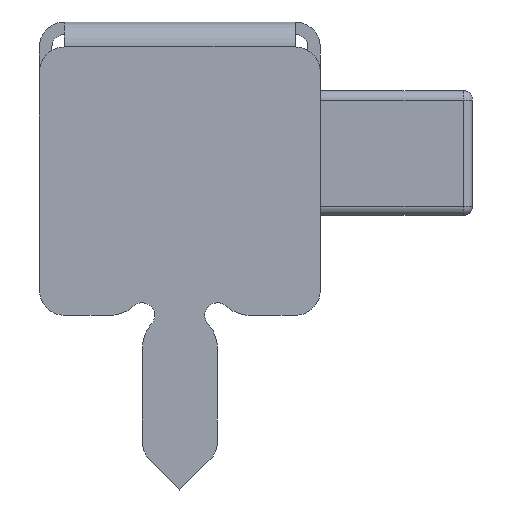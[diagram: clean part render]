
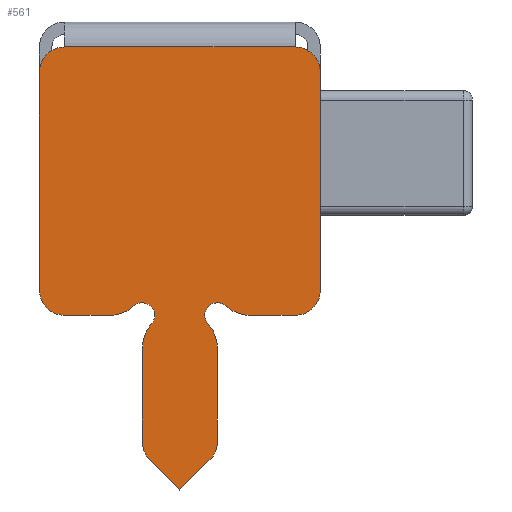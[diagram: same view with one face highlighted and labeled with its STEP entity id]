
A CAD part, left-side view. The second image highlights one B-rep face of the part: STEP entity #561.
In plain terms, the highlighted planar face has unit normal (-1, 0, 0).
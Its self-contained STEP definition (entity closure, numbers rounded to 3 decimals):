
#217=CARTESIAN_POINT('',(-0.,1.68,-6.687));
#218=VERTEX_POINT('',#217);
#225=CARTESIAN_POINT('',(-0.,1.767,-6.817));
#226=VERTEX_POINT('',#225);
#227=CARTESIAN_POINT('',(-0.,2.05,-6.534));
#228=DIRECTION('',(1.,0.,0.));
#229=DIRECTION('',(0.,0.,-1.));
#230=AXIS2_PLACEMENT_3D('',#227,#228,#229);
#231=CIRCLE('',#230,0.4);
#232=EDGE_CURVE('',#218,#226,#231,.T.);
#258=CARTESIAN_POINT('',(-0.,2.25,-7.3));
#259=VERTEX_POINT('',#258);
#260=CARTESIAN_POINT('',(-0.,2.25,-7.3));
#261=DIRECTION('',(0.,-0.707,0.707));
#262=VECTOR('',#261,0.683);
#263=LINE('',#260,#262);
#264=EDGE_CURVE('',#259,#226,#263,.T.);
#283=CARTESIAN_POINT('',(-0.,2.25,-2.124));
#284=DIRECTION('',(-1.,0.,0.));
#285=DIRECTION('',(0.,0.,1.));
#286=AXIS2_PLACEMENT_3D('',#283,#284,#285);
#287=PLANE('',#286);
#288=ORIENTED_EDGE('',*,*,#232,.F.);
#289=CARTESIAN_POINT('',(-0.,1.65,-6.534));
#290=VERTEX_POINT('',#289);
#291=CARTESIAN_POINT('',(-0.,2.05,-6.534));
#292=DIRECTION('',(1.,0.,0.));
#293=DIRECTION('',(0.,0.,-1.));
#294=AXIS2_PLACEMENT_3D('',#291,#292,#293);
#295=CIRCLE('',#294,0.4);
#296=EDGE_CURVE('',#290,#218,#295,.T.);
#297=ORIENTED_EDGE('',*,*,#296,.F.);
#298=CARTESIAN_POINT('',(-0.,1.65,-5.029));
#299=VERTEX_POINT('',#298);
#300=CARTESIAN_POINT('',(-0.,1.65,-5.029));
#301=DIRECTION('',(-0.,0.,-1.));
#302=VECTOR('',#301,1.505);
#303=LINE('',#300,#302);
#304=EDGE_CURVE('',#299,#290,#303,.T.);
#305=ORIENTED_EDGE('',*,*,#304,.F.);
#306=CARTESIAN_POINT('',(-0.,1.689,-4.817));
#307=VERTEX_POINT('',#306);
#308=CARTESIAN_POINT('',(0.,2.25,-5.029));
#309=DIRECTION('',(1.,-0.,0.));
#310=DIRECTION('',(-0.,0.,1.));
#311=AXIS2_PLACEMENT_3D('',#308,#309,#310);
#312=CIRCLE('',#311,0.6);
#313=EDGE_CURVE('',#307,#299,#312,.T.);
#314=ORIENTED_EDGE('',*,*,#313,.F.);
#315=CARTESIAN_POINT('',(0.,1.8,-4.632));
#316=VERTEX_POINT('',#315);
#317=CARTESIAN_POINT('',(0.,2.25,-5.029));
#318=DIRECTION('',(1.,-0.,0.));
#319=DIRECTION('',(-0.,0.,1.));
#320=AXIS2_PLACEMENT_3D('',#317,#318,#319);
#321=CIRCLE('',#320,0.6);
#322=EDGE_CURVE('',#316,#307,#321,.T.);
#323=ORIENTED_EDGE('',*,*,#322,.F.);
#324=CARTESIAN_POINT('',(-0.,1.85,-4.5));
#325=VERTEX_POINT('',#324);
#326=CARTESIAN_POINT('',(0.,1.65,-4.5));
#327=DIRECTION('',(1.,-0.,0.));
#328=DIRECTION('',(-0.,0.,1.));
#329=AXIS2_PLACEMENT_3D('',#326,#327,#328);
#330=CIRCLE('',#329,0.2);
#331=EDGE_CURVE('',#316,#325,#330,.T.);
#332=ORIENTED_EDGE('',*,*,#331,.T.);
#333=CARTESIAN_POINT('',(0.,1.518,-4.35));
#334=VERTEX_POINT('',#333);
#335=CARTESIAN_POINT('',(0.,1.65,-4.5));
#336=DIRECTION('',(1.,-0.,0.));
#337=DIRECTION('',(-0.,0.,1.));
#338=AXIS2_PLACEMENT_3D('',#335,#336,#337);
#339=CIRCLE('',#338,0.2);
#340=EDGE_CURVE('',#325,#334,#339,.T.);
#341=ORIENTED_EDGE('',*,*,#340,.T.);
#342=CARTESIAN_POINT('',(0.,1.333,-4.461));
#343=VERTEX_POINT('',#342);
#344=CARTESIAN_POINT('',(0.,1.121,-3.9));
#345=DIRECTION('',(1.,0.,0.));
#346=DIRECTION('',(0.,0.,-1.));
#347=AXIS2_PLACEMENT_3D('',#344,#345,#346);
#348=CIRCLE('',#347,0.6);
#349=EDGE_CURVE('',#343,#334,#348,.T.);
#350=ORIENTED_EDGE('',*,*,#349,.F.);
#351=CARTESIAN_POINT('',(-0.,1.121,-4.5));
#352=VERTEX_POINT('',#351);
#353=CARTESIAN_POINT('',(0.,1.121,-3.9));
#354=DIRECTION('',(1.,0.,0.));
#355=DIRECTION('',(0.,0.,-1.));
#356=AXIS2_PLACEMENT_3D('',#353,#354,#355);
#357=CIRCLE('',#356,0.6);
#358=EDGE_CURVE('',#352,#343,#357,.T.);
#359=ORIENTED_EDGE('',*,*,#358,.F.);
#360=CARTESIAN_POINT('',(-0.,0.4,-4.5));
#361=VERTEX_POINT('',#360);
#362=CARTESIAN_POINT('',(-0.,1.121,-4.5));
#363=DIRECTION('',(-0.,-1.,-0.));
#364=VECTOR('',#363,0.721);
#365=LINE('',#362,#364);
#366=EDGE_CURVE('',#352,#361,#365,.T.);
#367=ORIENTED_EDGE('',*,*,#366,.T.);
#368=CARTESIAN_POINT('',(-0.,0.117,-4.383));
#369=VERTEX_POINT('',#368);
#370=CARTESIAN_POINT('',(-0.,0.4,-4.1));
#371=DIRECTION('',(1.,-0.,-0.));
#372=DIRECTION('',(0.,0.,1.));
#373=AXIS2_PLACEMENT_3D('',#370,#371,#372);
#374=CIRCLE('',#373,0.4);
#375=EDGE_CURVE('',#369,#361,#374,.T.);
#376=ORIENTED_EDGE('',*,*,#375,.F.);
#377=CARTESIAN_POINT('',(-0.,0.,-4.1));
#378=VERTEX_POINT('',#377);
#379=CARTESIAN_POINT('',(-0.,0.4,-4.1));
#380=DIRECTION('',(1.,-0.,-0.));
#381=DIRECTION('',(0.,0.,1.));
#382=AXIS2_PLACEMENT_3D('',#379,#380,#381);
#383=CIRCLE('',#382,0.4);
#384=EDGE_CURVE('',#378,#369,#383,.T.);
#385=ORIENTED_EDGE('',*,*,#384,.F.);
#386=CARTESIAN_POINT('',(0.,0.,-0.6));
#387=VERTEX_POINT('',#386);
#388=CARTESIAN_POINT('',(-0.,0.,-4.1));
#389=DIRECTION('',(0.,0.,1.));
#390=VECTOR('',#389,3.5);
#391=LINE('',#388,#390);
#392=EDGE_CURVE('',#378,#387,#391,.T.);
#393=ORIENTED_EDGE('',*,*,#392,.T.);
#394=CARTESIAN_POINT('',(0.,0.117,-0.317));
#395=VERTEX_POINT('',#394);
#396=CARTESIAN_POINT('',(0.,0.4,-0.6));
#397=DIRECTION('',(1.,-0.,-0.));
#398=DIRECTION('',(0.,0.,1.));
#399=AXIS2_PLACEMENT_3D('',#396,#397,#398);
#400=CIRCLE('',#399,0.4);
#401=EDGE_CURVE('',#395,#387,#400,.T.);
#402=ORIENTED_EDGE('',*,*,#401,.F.);
#403=CARTESIAN_POINT('',(0.,0.4,-0.2));
#404=VERTEX_POINT('',#403);
#405=CARTESIAN_POINT('',(0.,0.4,-0.6));
#406=DIRECTION('',(1.,-0.,-0.));
#407=DIRECTION('',(0.,0.,1.));
#408=AXIS2_PLACEMENT_3D('',#405,#406,#407);
#409=CIRCLE('',#408,0.4);
#410=EDGE_CURVE('',#404,#395,#409,.T.);
#411=ORIENTED_EDGE('',*,*,#410,.F.);
#412=CARTESIAN_POINT('',(0.,4.1,-0.2));
#413=VERTEX_POINT('',#412);
#414=CARTESIAN_POINT('',(0.,0.4,-0.2));
#415=DIRECTION('',(0.,1.,0.));
#416=VECTOR('',#415,3.7);
#417=LINE('',#414,#416);
#418=EDGE_CURVE('',#404,#413,#417,.T.);
#419=ORIENTED_EDGE('',*,*,#418,.T.);
#420=CARTESIAN_POINT('',(0.,4.383,-0.317));
#421=VERTEX_POINT('',#420);
#422=CARTESIAN_POINT('',(0.,4.1,-0.6));
#423=DIRECTION('',(1.,0.,-0.));
#424=DIRECTION('',(-0.,0.,-1.));
#425=AXIS2_PLACEMENT_3D('',#422,#423,#424);
#426=CIRCLE('',#425,0.4);
#427=EDGE_CURVE('',#421,#413,#426,.T.);
#428=ORIENTED_EDGE('',*,*,#427,.F.);
#429=CARTESIAN_POINT('',(0.,4.5,-0.6));
#430=VERTEX_POINT('',#429);
#431=CARTESIAN_POINT('',(0.,4.1,-0.6));
#432=DIRECTION('',(1.,0.,-0.));
#433=DIRECTION('',(-0.,0.,-1.));
#434=AXIS2_PLACEMENT_3D('',#431,#432,#433);
#435=CIRCLE('',#434,0.4);
#436=EDGE_CURVE('',#430,#421,#435,.T.);
#437=ORIENTED_EDGE('',*,*,#436,.F.);
#438=CARTESIAN_POINT('',(-0.,4.5,-4.1));
#439=VERTEX_POINT('',#438);
#440=CARTESIAN_POINT('',(0.,4.5,-0.6));
#441=DIRECTION('',(-0.,-0.,-1.));
#442=VECTOR('',#441,3.5);
#443=LINE('',#440,#442);
#444=EDGE_CURVE('',#430,#439,#443,.T.);
#445=ORIENTED_EDGE('',*,*,#444,.T.);
#446=CARTESIAN_POINT('',(-0.,4.383,-4.383));
#447=VERTEX_POINT('',#446);
#448=CARTESIAN_POINT('',(-0.,4.1,-4.1));
#449=DIRECTION('',(1.,-0.,-0.));
#450=DIRECTION('',(0.,0.,1.));
#451=AXIS2_PLACEMENT_3D('',#448,#449,#450);
#452=CIRCLE('',#451,0.4);
#453=EDGE_CURVE('',#447,#439,#452,.T.);
#454=ORIENTED_EDGE('',*,*,#453,.F.);
#455=CARTESIAN_POINT('',(-0.,4.1,-4.5));
#456=VERTEX_POINT('',#455);
#457=CARTESIAN_POINT('',(-0.,4.1,-4.1));
#458=DIRECTION('',(1.,-0.,-0.));
#459=DIRECTION('',(0.,0.,1.));
#460=AXIS2_PLACEMENT_3D('',#457,#458,#459);
#461=CIRCLE('',#460,0.4);
#462=EDGE_CURVE('',#456,#447,#461,.T.);
#463=ORIENTED_EDGE('',*,*,#462,.F.);
#464=CARTESIAN_POINT('',(-0.,3.379,-4.5));
#465=VERTEX_POINT('',#464);
#466=CARTESIAN_POINT('',(-0.,4.1,-4.5));
#467=DIRECTION('',(-0.,-1.,-0.));
#468=VECTOR('',#467,0.721);
#469=LINE('',#466,#468);
#470=EDGE_CURVE('',#456,#465,#469,.T.);
#471=ORIENTED_EDGE('',*,*,#470,.T.);
#472=CARTESIAN_POINT('',(0.,3.167,-4.461));
#473=VERTEX_POINT('',#472);
#474=CARTESIAN_POINT('',(0.,3.379,-3.9));
#475=DIRECTION('',(1.,-0.,0.));
#476=DIRECTION('',(-0.,0.,1.));
#477=AXIS2_PLACEMENT_3D('',#474,#475,#476);
#478=CIRCLE('',#477,0.6);
#479=EDGE_CURVE('',#473,#465,#478,.T.);
#480=ORIENTED_EDGE('',*,*,#479,.F.);
#481=CARTESIAN_POINT('',(0.,2.982,-4.35));
#482=VERTEX_POINT('',#481);
#483=CARTESIAN_POINT('',(0.,3.379,-3.9));
#484=DIRECTION('',(1.,-0.,0.));
#485=DIRECTION('',(-0.,0.,1.));
#486=AXIS2_PLACEMENT_3D('',#483,#484,#485);
#487=CIRCLE('',#486,0.6);
#488=EDGE_CURVE('',#482,#473,#487,.T.);
#489=ORIENTED_EDGE('',*,*,#488,.F.);
#490=CARTESIAN_POINT('',(-0.,2.709,-4.359));
#491=VERTEX_POINT('',#490);
#492=CARTESIAN_POINT('',(0.,2.85,-4.5));
#493=DIRECTION('',(1.,-0.,0.));
#494=DIRECTION('',(-0.,0.,1.));
#495=AXIS2_PLACEMENT_3D('',#492,#493,#494);
#496=CIRCLE('',#495,0.2);
#497=EDGE_CURVE('',#482,#491,#496,.T.);
#498=ORIENTED_EDGE('',*,*,#497,.T.);
#499=CARTESIAN_POINT('',(-0.,2.7,-4.632));
#500=VERTEX_POINT('',#499);
#501=CARTESIAN_POINT('',(0.,2.85,-4.5));
#502=DIRECTION('',(1.,-0.,0.));
#503=DIRECTION('',(-0.,0.,1.));
#504=AXIS2_PLACEMENT_3D('',#501,#502,#503);
#505=CIRCLE('',#504,0.2);
#506=EDGE_CURVE('',#491,#500,#505,.T.);
#507=ORIENTED_EDGE('',*,*,#506,.T.);
#508=CARTESIAN_POINT('',(-0.,2.811,-4.817));
#509=VERTEX_POINT('',#508);
#510=CARTESIAN_POINT('',(-0.,2.25,-5.029));
#511=DIRECTION('',(1.,-0.,0.));
#512=DIRECTION('',(0.,0.,-1.));
#513=AXIS2_PLACEMENT_3D('',#510,#511,#512);
#514=CIRCLE('',#513,0.6);
#515=EDGE_CURVE('',#509,#500,#514,.T.);
#516=ORIENTED_EDGE('',*,*,#515,.F.);
#517=CARTESIAN_POINT('',(-0.,2.85,-5.029));
#518=VERTEX_POINT('',#517);
#519=CARTESIAN_POINT('',(-0.,2.25,-5.029));
#520=DIRECTION('',(1.,-0.,0.));
#521=DIRECTION('',(0.,0.,-1.));
#522=AXIS2_PLACEMENT_3D('',#519,#520,#521);
#523=CIRCLE('',#522,0.6);
#524=EDGE_CURVE('',#518,#509,#523,.T.);
#525=ORIENTED_EDGE('',*,*,#524,.F.);
#526=CARTESIAN_POINT('',(-0.,2.85,-6.534));
#527=VERTEX_POINT('',#526);
#528=CARTESIAN_POINT('',(-0.,2.85,-5.029));
#529=DIRECTION('',(-0.,-0.,-1.));
#530=VECTOR('',#529,1.505);
#531=LINE('',#528,#530);
#532=EDGE_CURVE('',#518,#527,#531,.T.);
#533=ORIENTED_EDGE('',*,*,#532,.T.);
#534=CARTESIAN_POINT('',(-0.,2.82,-6.687));
#535=VERTEX_POINT('',#534);
#536=CARTESIAN_POINT('',(-0.,2.45,-6.534));
#537=DIRECTION('',(1.,0.,0.));
#538=DIRECTION('',(0.,0.,-1.));
#539=AXIS2_PLACEMENT_3D('',#536,#537,#538);
#540=CIRCLE('',#539,0.4);
#541=EDGE_CURVE('',#535,#527,#540,.T.);
#542=ORIENTED_EDGE('',*,*,#541,.F.);
#543=CARTESIAN_POINT('',(-0.,2.733,-6.817));
#544=VERTEX_POINT('',#543);
#545=CARTESIAN_POINT('',(-0.,2.45,-6.534));
#546=DIRECTION('',(1.,0.,0.));
#547=DIRECTION('',(0.,0.,-1.));
#548=AXIS2_PLACEMENT_3D('',#545,#546,#547);
#549=CIRCLE('',#548,0.4);
#550=EDGE_CURVE('',#544,#535,#549,.T.);
#551=ORIENTED_EDGE('',*,*,#550,.F.);
#552=CARTESIAN_POINT('',(-0.,2.25,-7.3));
#553=DIRECTION('',(0.,0.707,0.707));
#554=VECTOR('',#553,0.683);
#555=LINE('',#552,#554);
#556=EDGE_CURVE('',#259,#544,#555,.T.);
#557=ORIENTED_EDGE('',*,*,#556,.F.);
#558=ORIENTED_EDGE('',*,*,#264,.T.);
#559=EDGE_LOOP('',(#288,#297,#305,#314,#323,#332,#341,#350,#359,#367,#376,#385,#393,#402,#411,#419,#428,#437,#445,#454,#463,#471,#480,#489,#498,#507,
#516,#525,#533,#542,#551,#557,#558));
#560=FACE_BOUND('',#559,.T.);
#561=ADVANCED_FACE('',(#560),#287,.T.);
